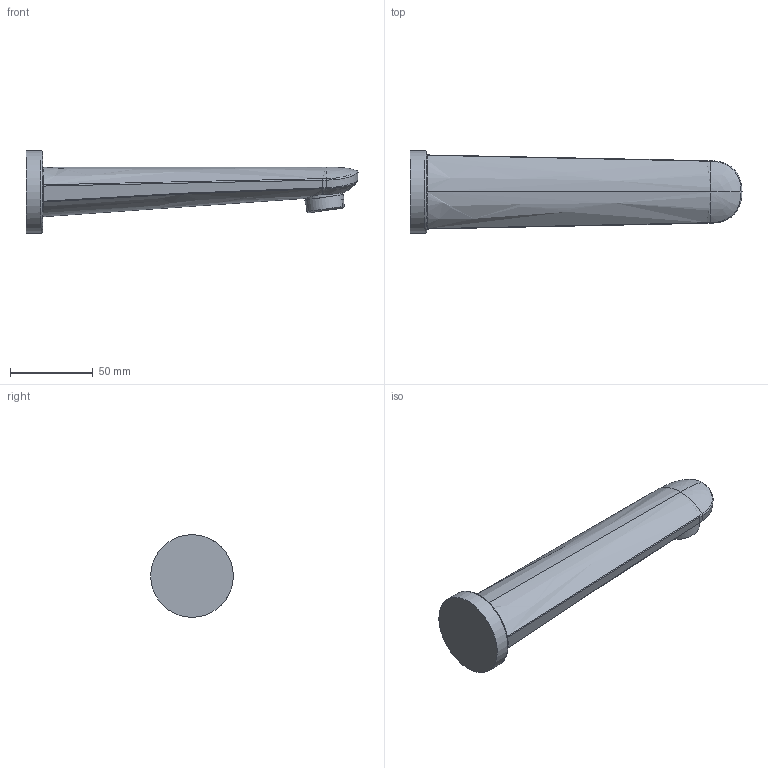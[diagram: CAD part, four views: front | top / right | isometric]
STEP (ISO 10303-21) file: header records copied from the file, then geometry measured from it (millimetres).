
FILE_DESCRIPTION(/* description */ (''),/* implementation_level */ '2;1');
FILE_NAME(/* name */ '3D_TVT105505110_O.Novo Start.step',/* time_stamp */ '2022-11-29T14:33:41+01:00',/* author */ (''),/* organization */ (''),/* preprocessor_version */ 'ST-DEVELOPER v19.2',/* originating_system */ 'Autodesk Translation Framework v11.17.0.187',/* authorisation */ '');
FILE_SCHEMA (('AUTOMOTIVE_DESIGN { 1 0 10303 214 3 1 1 }'));
Length unit declared in the file: millimetre
Products named in the file (16): (Nicht gespeichert); 80G93VDQ; 8MB92R000; Komponente14; 8JT8T000_ASM; 8JT8T000; 8J22X24A; 8J136X19A; 8J48X42X25; 8RM4X6; M24021_ASM; 24X1-03; 24X1-02; 24X1-01; 8EM5X5; Komponente15
Assembly tree (18 placements, depth 3):
  (Nicht gespeichert)
    80G93VDQ
    8MB92R000
      Komponente14
    8JT8T000_ASM
      8JT8T000
      8J22X24A
      8J136X19A  x2
    8J48X42X25
    8RM4X6  x2
    M24021_ASM
      24X1-03
      24X1-02
      24X1-01
    8EM5X5  x2
    Komponente15
Bounding box: 201 x 50 x 50 mm (x, y, z)
Volume: 160608.5 mm3; surface area: 29645.4 mm2
Topology: 3 solids, 4 shells, 93 faces, 217 edges, 134 vertices
Faces by surface type: bspline 42, plane 24, cylinder 18, torus 5, cone 4
Full cylindrical faces by diameter (mm): 16.2 x1, 17.4 x1, 18 x1, 20 x1, 21 x1, 22.3 x1, 23.5 x2, 25 x1, 50 x1
Entity records: 7508 total; most frequent: CARTESIAN_POINT 5184, ORIENTED_EDGE 428, DIRECTION 383, EDGE_CURVE 215, AXIS2_PLACEMENT_3D 170, VERTEX_POINT 134, EDGE_LOOP 107, FACE_OUTER_BOUND 93
